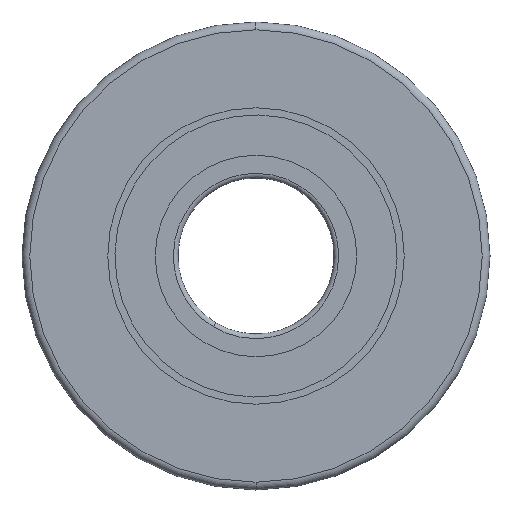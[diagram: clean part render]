
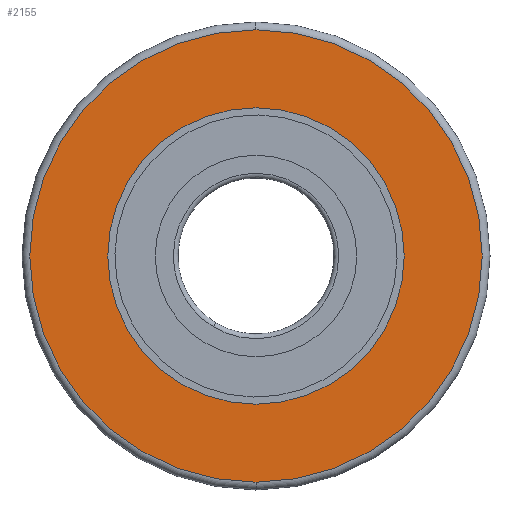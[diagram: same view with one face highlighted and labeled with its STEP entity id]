
A CAD part, left-side view. The second image highlights one B-rep face of the part: STEP entity #2155.
In plain terms, the highlighted planar face has unit normal (-1, 0, 0).
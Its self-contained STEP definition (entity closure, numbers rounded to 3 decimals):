
#16 = DIRECTION ( 'NONE',  ( -1., 0., 0. ) ) ;
#21 = CARTESIAN_POINT ( 'NONE',  ( 0., 0., 29. ) ) ;
#92 = DIRECTION ( 'NONE',  ( 0., 0., 1. ) ) ;
#141 = FACE_BOUND ( 'NONE', #1291, .T. ) ;
#286 = DIRECTION ( 'NONE',  ( -1., 0., 0. ) ) ;
#288 = AXIS2_PLACEMENT_3D ( 'NONE', #1240, #1598, #2116 ) ;
#373 = CARTESIAN_POINT ( 'NONE',  ( 0., 0., -29. ) ) ;
#378 = ORIENTED_EDGE ( 'NONE', *, *, #513, .F. ) ;
#380 = CARTESIAN_POINT ( 'NONE',  ( 0., 0., 0. ) ) ;
#428 = CARTESIAN_POINT ( 'NONE',  ( 0., 19., 0. ) ) ;
#513 = EDGE_CURVE ( 'NONE', #1454, #1428, #936, .T. ) ;
#523 = DIRECTION ( 'NONE',  ( 0., 0., -1. ) ) ;
#612 = CIRCLE ( 'NONE', #2192, 29. ) ;
#637 = AXIS2_PLACEMENT_3D ( 'NONE', #428, #1263, #1455 ) ;
#798 = AXIS2_PLACEMENT_3D ( 'NONE', #801, #286, #92 ) ;
#801 = CARTESIAN_POINT ( 'NONE',  ( 0., 0., 0. ) ) ;
#805 = CARTESIAN_POINT ( 'NONE',  ( 0., 0., 19. ) ) ;
#936 = CIRCLE ( 'NONE', #288, 19. ) ;
#991 = EDGE_CURVE ( 'NONE', #1762, #1079, #612, .T. ) ;
#1059 = ORIENTED_EDGE ( 'NONE', *, *, #1156, .T. ) ;
#1079 = VERTEX_POINT ( 'NONE', #373 ) ;
#1156 = EDGE_CURVE ( 'NONE', #1079, #1762, #2077, .T. ) ;
#1240 = CARTESIAN_POINT ( 'NONE',  ( 0., 0., 0. ) ) ;
#1263 = DIRECTION ( 'NONE',  ( 1., 0., 0. ) ) ;
#1287 = PLANE ( 'NONE',  #637 ) ;
#1291 = EDGE_LOOP ( 'NONE', ( #378, #1593 ) ) ;
#1312 = CIRCLE ( 'NONE', #798, 19. ) ;
#1428 = VERTEX_POINT ( 'NONE', #1701 ) ;
#1430 = ORIENTED_EDGE ( 'NONE', *, *, #991, .T. ) ;
#1454 = VERTEX_POINT ( 'NONE', #805 ) ;
#1455 = DIRECTION ( 'NONE',  ( 0., 0., -1. ) ) ;
#1557 = AXIS2_PLACEMENT_3D ( 'NONE', #380, #2129, #1976 ) ;
#1593 = ORIENTED_EDGE ( 'NONE', *, *, #1934, .F. ) ;
#1598 = DIRECTION ( 'NONE',  ( -1., 0., 0. ) ) ;
#1701 = CARTESIAN_POINT ( 'NONE',  ( 0., 0., -19. ) ) ;
#1762 = VERTEX_POINT ( 'NONE', #21 ) ;
#1934 = EDGE_CURVE ( 'NONE', #1428, #1454, #1312, .T. ) ;
#1976 = DIRECTION ( 'NONE',  ( 0., 0., -1. ) ) ;
#2077 = CIRCLE ( 'NONE', #1557, 29. ) ;
#2098 = CARTESIAN_POINT ( 'NONE',  ( 0., 0., 0. ) ) ;
#2116 = DIRECTION ( 'NONE',  ( 0., 0., 1. ) ) ;
#2129 = DIRECTION ( 'NONE',  ( -1., 0., 0. ) ) ;
#2155 = ADVANCED_FACE ( 'NONE', ( #2193, #141 ), #1287, .F. ) ;
#2192 = AXIS2_PLACEMENT_3D ( 'NONE', #2098, #16, #523 ) ;
#2193 = FACE_OUTER_BOUND ( 'NONE', #2214, .T. ) ;
#2214 = EDGE_LOOP ( 'NONE', ( #1059, #1430 ) ) ;
